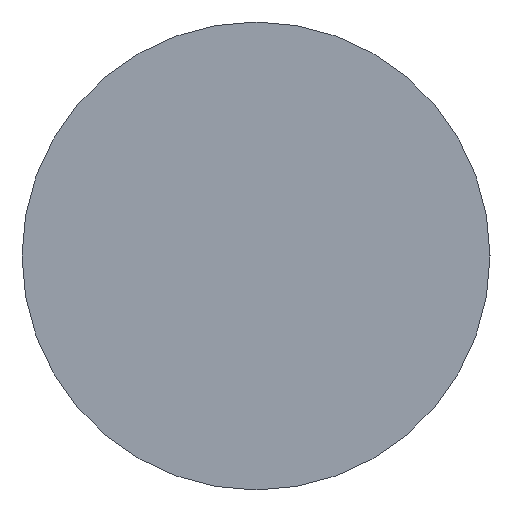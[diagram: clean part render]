
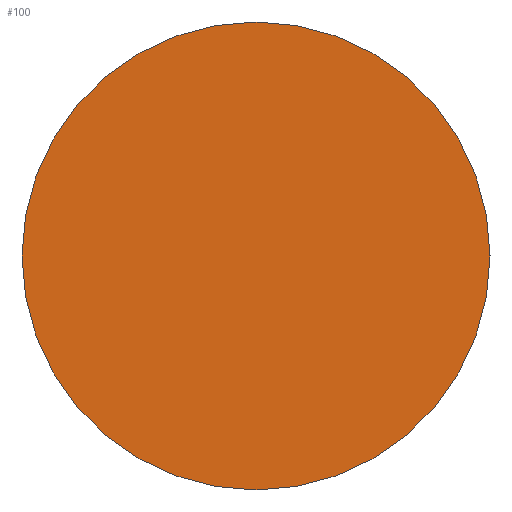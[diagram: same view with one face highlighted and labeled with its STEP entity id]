
A CAD part, left-side view. The second image highlights one B-rep face of the part: STEP entity #100.
In plain terms, the highlighted planar face has unit normal (-1, 0, 0).
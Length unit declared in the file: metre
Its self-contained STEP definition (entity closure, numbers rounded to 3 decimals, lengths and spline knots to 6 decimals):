
#1 = FACE_OUTER_BOUND ( 'NONE', #105, .T. ) ;
#12 = DIRECTION ( 'NONE',  ( 1., 0., 0. ) ) ;
#18 = DIRECTION ( 'NONE',  ( 0., 0., -1. ) ) ;
#34 = DIRECTION ( 'NONE',  ( 0., 0., -1. ) ) ;
#40 = CARTESIAN_POINT ( 'NONE',  ( 0., 0., 0. ) ) ;
#41 = CARTESIAN_POINT ( 'NONE',  ( 0., 0., -0.2 ) ) ;
#45 = DIRECTION ( 'NONE',  ( 1., 0., 0. ) ) ;
#50 = CIRCLE ( 'NONE', #88, 0.2 ) ;
#51 = AXIS2_PLACEMENT_3D ( 'NONE', #72, #45, #18 ) ;
#52 = EDGE_CURVE ( 'NONE', #137, #127, #140, .T. ) ;
#54 = CARTESIAN_POINT ( 'NONE',  ( 0., 0., 0.2 ) ) ;
#66 = PLANE ( 'NONE',  #114 ) ;
#72 = CARTESIAN_POINT ( 'NONE',  ( 0., 0., 0. ) ) ;
#81 = ORIENTED_EDGE ( 'NONE', *, *, #52, .F. ) ;
#88 = AXIS2_PLACEMENT_3D ( 'NONE', #120, #89, #34 ) ;
#89 = DIRECTION ( 'NONE',  ( 1., 0., 0. ) ) ;
#94 = ORIENTED_EDGE ( 'NONE', *, *, #104, .F. ) ;
#100 = ADVANCED_FACE ( 'NONE', ( #1 ), #66, .F. ) ;
#104 = EDGE_CURVE ( 'NONE', #127, #137, #50, .T. ) ;
#105 = EDGE_LOOP ( 'NONE', ( #94, #81 ) ) ;
#114 = AXIS2_PLACEMENT_3D ( 'NONE', #40, #12, #134 ) ;
#120 = CARTESIAN_POINT ( 'NONE',  ( 0., 0., 0. ) ) ;
#127 = VERTEX_POINT ( 'NONE', #54 ) ;
#134 = DIRECTION ( 'NONE',  ( 0., 0., -1. ) ) ;
#137 = VERTEX_POINT ( 'NONE', #41 ) ;
#140 = CIRCLE ( 'NONE', #51, 0.2 ) ;
